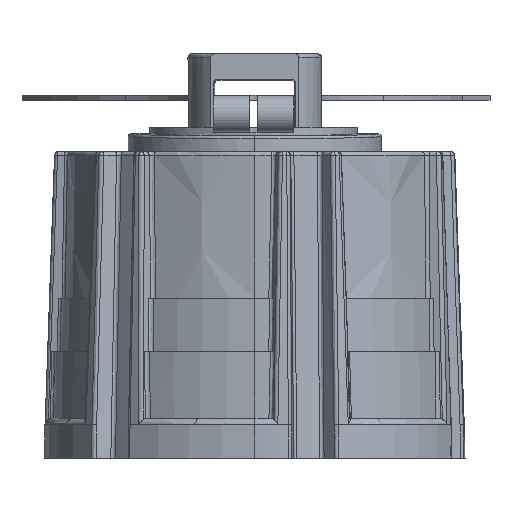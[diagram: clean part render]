
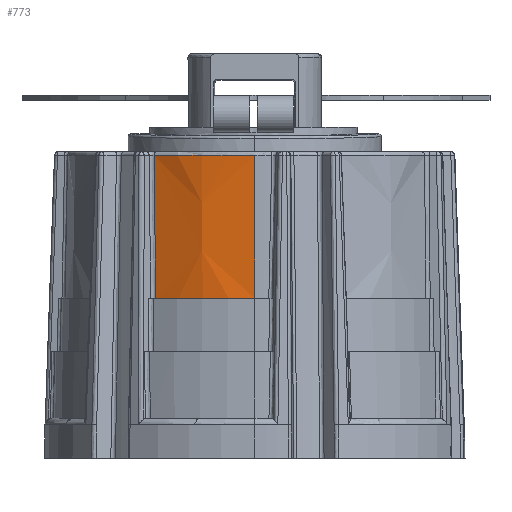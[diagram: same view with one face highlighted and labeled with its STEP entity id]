
A CAD part, left-side view. The second image highlights one B-rep face of the part: STEP entity #773.
In plain terms, the highlighted conical face has half-angle 1 degrees and reference radius 14.227 mm.
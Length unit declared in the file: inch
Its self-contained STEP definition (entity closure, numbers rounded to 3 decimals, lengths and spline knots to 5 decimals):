
#149 = CARTESIAN_POINT ( 'NONE',  ( -0.4664, 0.29666, 0.06202 ) ) ;
#328 = B_SPLINE_CURVE_WITH_KNOTS ( 'NONE', 3,
 ( #149, #13935, #2922, #5644, #7042, #8635, #16694 ),
 .UNSPECIFIED., .F., .F.,
 ( 4, 3, 4 ),
 ( 0.0023, 0.003, 0.01301 ),
 .UNSPECIFIED. ) ;
#691 = CARTESIAN_POINT ( 'NONE',  ( -0.55276, 0., 0.06202 ) ) ;
#773 = ADVANCED_FACE ( 'NONE', ( #12568 ), #14728, .T. ) ;
#1221 = EDGE_CURVE ( 'NONE', #13939, #13344, #9553, .T. ) ;
#2109 = VECTOR ( 'NONE', #9652, 39.37008 ) ;
#2177 = ORIENTED_EDGE ( 'NONE', *, *, #6194, .F. ) ;
#2628 = ORIENTED_EDGE ( 'NONE', *, *, #1221, .T. ) ;
#2922 = CARTESIAN_POINT ( 'NONE',  ( -0.4669, 0.29648, 0.04354 ) ) ;
#3366 = DIRECTION ( 'NONE',  ( 0., 0., -1. ) ) ;
#4122 = CARTESIAN_POINT ( 'NONE',  ( -0.56011, 0., -0.35945 ) ) ;
#4137 = EDGE_CURVE ( 'NONE', #8614, #13939, #328, .T. ) ;
#4607 = AXIS2_PLACEMENT_3D ( 'NONE', #15849, #7589, #9007 ) ;
#4990 = CARTESIAN_POINT ( 'NONE',  ( 0., 0., -0.35945 ) ) ;
#5197 = CARTESIAN_POINT ( 'NONE',  ( -0.56011, 0., -0.35945 ) ) ;
#5283 = ORIENTED_EDGE ( 'NONE', *, *, #4137, .T. ) ;
#5344 = ORIENTED_EDGE ( 'NONE', *, *, #7468, .T. ) ;
#5644 = CARTESIAN_POINT ( 'NONE',  ( -0.46715, 0.29639, 0.0343 ) ) ;
#6194 = EDGE_CURVE ( 'NONE', #12356, #13344, #9519, .T. ) ;
#6208 = DIRECTION ( 'NONE',  ( 0., 0., -1. ) ) ;
#7042 = CARTESIAN_POINT ( 'NONE',  ( -0.47069, 0.29509, -0.09695 ) ) ;
#7120 = CIRCLE ( 'NONE', #12805, 0.55276 ) ;
#7468 = EDGE_CURVE ( 'NONE', #12356, #8614, #7120, .T. ) ;
#7589 = DIRECTION ( 'NONE',  ( 0., 0., 1. ) ) ;
#7670 = DIRECTION ( 'NONE',  ( -1., 0., 0. ) ) ;
#8614 = VERTEX_POINT ( 'NONE', #16914 ) ;
#8635 = CARTESIAN_POINT ( 'NONE',  ( -0.4742, 0.29378, -0.2282 ) ) ;
#9007 = DIRECTION ( 'NONE',  ( 1., 0., 0. ) ) ;
#9038 = DIRECTION ( 'NONE',  ( -1., 0., 0. ) ) ;
#9206 = CARTESIAN_POINT ( 'NONE',  ( 0., 0., 0.06202 ) ) ;
#9519 = LINE ( 'NONE', #4122, #2109 ) ;
#9553 = CIRCLE ( 'NONE', #4607, 0.56011 ) ;
#9652 = DIRECTION ( 'NONE',  ( -0.017, 0., -1. ) ) ;
#12356 = VERTEX_POINT ( 'NONE', #691 ) ;
#12568 = FACE_OUTER_BOUND ( 'NONE', #14331, .T. ) ;
#12805 = AXIS2_PLACEMENT_3D ( 'NONE', #9206, #6208, #9038 ) ;
#13344 = VERTEX_POINT ( 'NONE', #5197 ) ;
#13935 = CARTESIAN_POINT ( 'NONE',  ( -0.46665, 0.29657, 0.05278 ) ) ;
#13939 = VERTEX_POINT ( 'NONE', #16399 ) ;
#14331 = EDGE_LOOP ( 'NONE', ( #2177, #5344, #5283, #2628 ) ) ;
#14728 = CONICAL_SURFACE ( 'NONE', #17329, 0.56011, 0.017 ) ;
#15849 = CARTESIAN_POINT ( 'NONE',  ( 0., 0., -0.35945 ) ) ;
#16399 = CARTESIAN_POINT ( 'NONE',  ( -0.4777, 0.29245, -0.35945 ) ) ;
#16694 = CARTESIAN_POINT ( 'NONE',  ( -0.4777, 0.29245, -0.35945 ) ) ;
#16914 = CARTESIAN_POINT ( 'NONE',  ( -0.4664, 0.29666, 0.06202 ) ) ;
#17329 = AXIS2_PLACEMENT_3D ( 'NONE', #4990, #3366, #7670 ) ;
